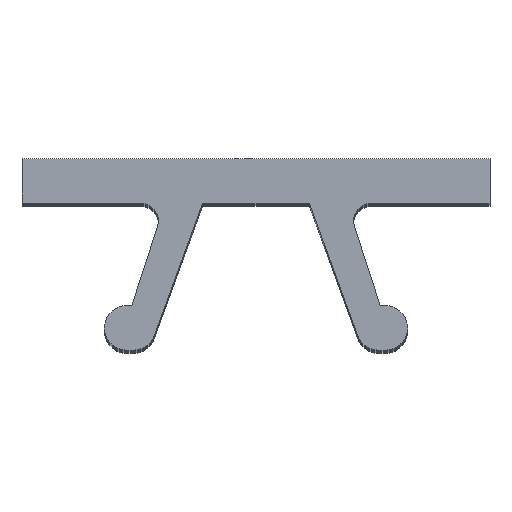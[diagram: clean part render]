
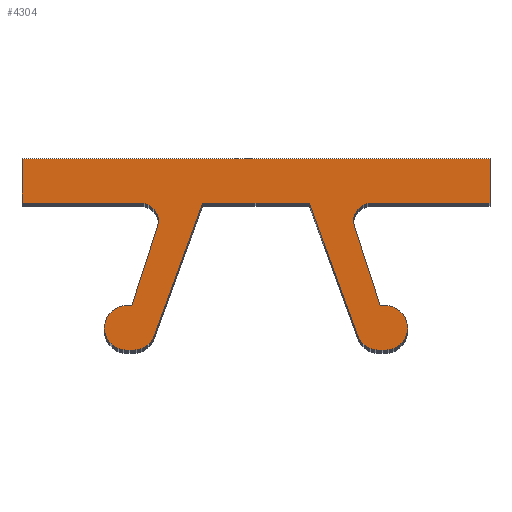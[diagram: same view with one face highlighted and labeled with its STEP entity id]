
A CAD part, top view. The second image highlights one B-rep face of the part: STEP entity #4304.
In plain terms, the highlighted planar face has unit normal (0, 0, 1).
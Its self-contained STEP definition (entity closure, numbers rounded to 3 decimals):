
#1=DIRECTION('',(0.342,-0.94,0.));
#2=VECTOR('',#1,3.162);
#3=CARTESIAN_POINT('',(1.2,0.,41.5));
#4=LINE('',#3,#2);
#5=DIRECTION('',(1.,0.,0.));
#6=VECTOR('',#5,2.4);
#7=CARTESIAN_POINT('',(-1.2,0.,41.5));
#8=LINE('',#7,#6);
#9=DIRECTION('',(0.342,0.94,0.));
#10=VECTOR('',#9,3.162);
#11=CARTESIAN_POINT('',(-2.281,-2.971,41.5));
#12=LINE('',#11,#10);
#13=CARTESIAN_POINT('',(-2.751,-2.8,41.5));
#14=DIRECTION('',(0.,0.,1.));
#15=DIRECTION('',(0.,-1.,0.));
#16=AXIS2_PLACEMENT_3D('',#13,#14,#15);
#18=DIRECTION('',(1.,0.,0.));
#19=VECTOR('',#18,0.149);
#20=CARTESIAN_POINT('',(-2.9,-3.3,41.5));
#21=LINE('',#20,#19);
#22=CARTESIAN_POINT('',(-2.9,-2.8,41.5));
#23=DIRECTION('',(0.,0.,1.));
#24=DIRECTION('',(0.,1.,0.));
#25=AXIS2_PLACEMENT_3D('',#22,#23,#24);
#27=DIRECTION('',(-1.,0.,0.));
#28=VECTOR('',#27,0.113);
#29=CARTESIAN_POINT('',(-2.787,-2.3,41.5));
#30=LINE('',#29,#28);
#31=DIRECTION('',(-0.309,-0.951,0.));
#32=VECTOR('',#31,1.868);
#33=CARTESIAN_POINT('',(-2.21,-0.524,41.5));
#34=LINE('',#33,#32);
#35=CARTESIAN_POINT('',(-2.591,-0.4,41.5));
#36=DIRECTION('',(0.,0.,-1.));
#37=DIRECTION('',(0.,1.,0.));
#38=AXIS2_PLACEMENT_3D('',#35,#36,#37);
#40=DIRECTION('',(1.,0.,0.));
#41=VECTOR('',#40,2.659);
#42=CARTESIAN_POINT('',(-5.25,0.,41.5));
#43=LINE('',#42,#41);
#44=DIRECTION('',(0.,-1.,0.));
#45=VECTOR('',#44,1.);
#46=CARTESIAN_POINT('',(-5.25,1.,41.5));
#47=LINE('',#46,#45);
#48=DIRECTION('',(-1.,0.,0.));
#49=VECTOR('',#48,10.5);
#50=CARTESIAN_POINT('',(5.25,1.,41.5));
#51=LINE('',#50,#49);
#52=DIRECTION('',(0.,1.,0.));
#53=VECTOR('',#52,1.);
#54=CARTESIAN_POINT('',(5.25,0.,41.5));
#55=LINE('',#54,#53);
#56=DIRECTION('',(1.,0.,0.));
#57=VECTOR('',#56,2.659);
#58=CARTESIAN_POINT('',(2.591,0.,41.5));
#59=LINE('',#58,#57);
#60=CARTESIAN_POINT('',(2.591,-0.4,41.5));
#61=DIRECTION('',(0.,0.,-1.));
#62=DIRECTION('',(-0.951,-0.309,0.));
#63=AXIS2_PLACEMENT_3D('',#60,#61,#62);
#65=DIRECTION('',(-0.309,0.951,0.));
#66=VECTOR('',#65,1.868);
#67=CARTESIAN_POINT('',(2.787,-2.3,41.5));
#68=LINE('',#67,#66);
#69=DIRECTION('',(-1.,0.,0.));
#70=VECTOR('',#69,0.113);
#71=CARTESIAN_POINT('',(2.9,-2.3,41.5));
#72=LINE('',#71,#70);
#73=CARTESIAN_POINT('',(2.9,-2.8,41.5));
#74=DIRECTION('',(0.,0.,1.));
#75=DIRECTION('',(0.,-1.,0.));
#76=AXIS2_PLACEMENT_3D('',#73,#74,#75);
#78=DIRECTION('',(1.,0.,0.));
#79=VECTOR('',#78,0.149);
#80=CARTESIAN_POINT('',(2.751,-3.3,41.5));
#81=LINE('',#80,#79);
#82=CARTESIAN_POINT('',(2.751,-2.8,41.5));
#83=DIRECTION('',(0.,0.,1.));
#84=DIRECTION('',(-0.94,-0.342,0.));
#85=AXIS2_PLACEMENT_3D('',#82,#83,#84);
#3281=CARTESIAN_POINT('',(1.2,0.,41.5));
#3282=CARTESIAN_POINT('',(2.281,-2.971,41.5));
#3283=VERTEX_POINT('',#3281);
#3284=VERTEX_POINT('',#3282);
#3285=CARTESIAN_POINT('',(2.751,-3.3,41.5));
#3286=VERTEX_POINT('',#3285);
#3287=CARTESIAN_POINT('',(2.9,-3.3,41.5));
#3288=VERTEX_POINT('',#3287);
#3289=CARTESIAN_POINT('',(2.9,-2.3,41.5));
#3290=VERTEX_POINT('',#3289);
#3291=CARTESIAN_POINT('',(2.787,-2.3,41.5));
#3292=VERTEX_POINT('',#3291);
#3293=CARTESIAN_POINT('',(2.21,-0.524,41.5));
#3294=VERTEX_POINT('',#3293);
#3295=CARTESIAN_POINT('',(2.591,0.,41.5));
#3296=VERTEX_POINT('',#3295);
#3297=CARTESIAN_POINT('',(5.25,0.,41.5));
#3298=VERTEX_POINT('',#3297);
#3299=CARTESIAN_POINT('',(5.25,1.,41.5));
#3300=VERTEX_POINT('',#3299);
#3301=CARTESIAN_POINT('',(-5.25,1.,41.5));
#3302=VERTEX_POINT('',#3301);
#3303=CARTESIAN_POINT('',(-5.25,0.,41.5));
#3304=VERTEX_POINT('',#3303);
#3305=CARTESIAN_POINT('',(-2.591,0.,41.5));
#3306=VERTEX_POINT('',#3305);
#3307=CARTESIAN_POINT('',(-2.21,-0.524,41.5));
#3308=VERTEX_POINT('',#3307);
#3309=CARTESIAN_POINT('',(-2.787,-2.3,41.5));
#3310=VERTEX_POINT('',#3309);
#3311=CARTESIAN_POINT('',(-2.9,-2.3,41.5));
#3312=VERTEX_POINT('',#3311);
#3313=CARTESIAN_POINT('',(-2.9,-3.3,41.5));
#3314=VERTEX_POINT('',#3313);
#3315=CARTESIAN_POINT('',(-2.751,-3.3,41.5));
#3316=VERTEX_POINT('',#3315);
#3317=CARTESIAN_POINT('',(-2.281,-2.971,41.5));
#3318=VERTEX_POINT('',#3317);
#3319=CARTESIAN_POINT('',(-1.2,0.,41.5));
#3320=VERTEX_POINT('',#3319);
#4257=CARTESIAN_POINT('',(0.,0.,41.5));
#4258=DIRECTION('',(0.,0.,1.));
#4259=DIRECTION('',(1.,0.,0.));
#4260=AXIS2_PLACEMENT_3D('',#4257,#4258,#4259);
#4261=PLANE('',#4260);
#4263=ORIENTED_EDGE('',*,*,#4262,.F.);
#4265=ORIENTED_EDGE('',*,*,#4264,.F.);
#4267=ORIENTED_EDGE('',*,*,#4266,.F.);
#4269=ORIENTED_EDGE('',*,*,#4268,.F.);
#4271=ORIENTED_EDGE('',*,*,#4270,.F.);
#4273=ORIENTED_EDGE('',*,*,#4272,.F.);
#4275=ORIENTED_EDGE('',*,*,#4274,.F.);
#4277=ORIENTED_EDGE('',*,*,#4276,.F.);
#4279=ORIENTED_EDGE('',*,*,#4278,.F.);
#4281=ORIENTED_EDGE('',*,*,#4280,.F.);
#4283=ORIENTED_EDGE('',*,*,#4282,.F.);
#4285=ORIENTED_EDGE('',*,*,#4284,.F.);
#4287=ORIENTED_EDGE('',*,*,#4286,.F.);
#4289=ORIENTED_EDGE('',*,*,#4288,.F.);
#4291=ORIENTED_EDGE('',*,*,#4290,.F.);
#4293=ORIENTED_EDGE('',*,*,#4292,.F.);
#4295=ORIENTED_EDGE('',*,*,#4294,.F.);
#4297=ORIENTED_EDGE('',*,*,#4296,.F.);
#4299=ORIENTED_EDGE('',*,*,#4298,.F.);
#4301=ORIENTED_EDGE('',*,*,#4300,.F.);
#4302=EDGE_LOOP('',(#4263,#4265,#4267,#4269,#4271,#4273,#4275,#4277,#4279,#4281,
#4283,#4285,#4287,#4289,#4291,#4293,#4295,#4297,#4299,#4301));
#4303=FACE_OUTER_BOUND('',#4302,.F.);
#4304=ADVANCED_FACE('',(#4303),#4261,.T.);
#17=CIRCLE('',#16,0.5);
#26=CIRCLE('',#25,0.5);
#39=CIRCLE('',#38,0.4);
#64=CIRCLE('',#63,0.4);
#77=CIRCLE('',#76,0.5);
#86=CIRCLE('',#85,0.5);
#4262=EDGE_CURVE('',#3283,#3284,#4,.T.);
#4264=EDGE_CURVE('',#3320,#3283,#8,.T.);
#4266=EDGE_CURVE('',#3318,#3320,#12,.T.);
#4268=EDGE_CURVE('',#3316,#3318,#17,.T.);
#4270=EDGE_CURVE('',#3314,#3316,#21,.T.);
#4272=EDGE_CURVE('',#3312,#3314,#26,.T.);
#4274=EDGE_CURVE('',#3310,#3312,#30,.T.);
#4276=EDGE_CURVE('',#3308,#3310,#34,.T.);
#4278=EDGE_CURVE('',#3306,#3308,#39,.T.);
#4280=EDGE_CURVE('',#3304,#3306,#43,.T.);
#4282=EDGE_CURVE('',#3302,#3304,#47,.T.);
#4284=EDGE_CURVE('',#3300,#3302,#51,.T.);
#4286=EDGE_CURVE('',#3298,#3300,#55,.T.);
#4288=EDGE_CURVE('',#3296,#3298,#59,.T.);
#4290=EDGE_CURVE('',#3294,#3296,#64,.T.);
#4292=EDGE_CURVE('',#3292,#3294,#68,.T.);
#4294=EDGE_CURVE('',#3290,#3292,#72,.T.);
#4296=EDGE_CURVE('',#3288,#3290,#77,.T.);
#4298=EDGE_CURVE('',#3286,#3288,#81,.T.);
#4300=EDGE_CURVE('',#3284,#3286,#86,.T.);
